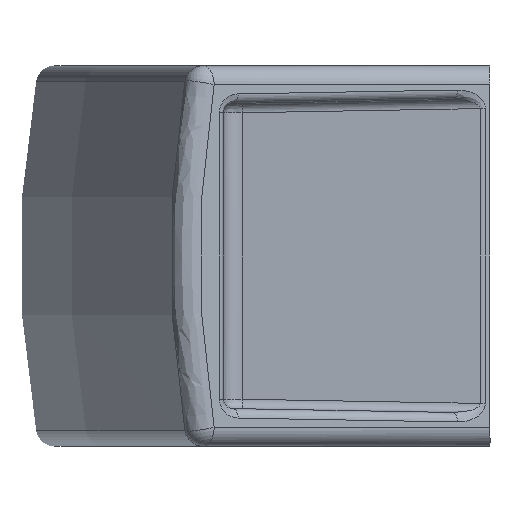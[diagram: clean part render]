
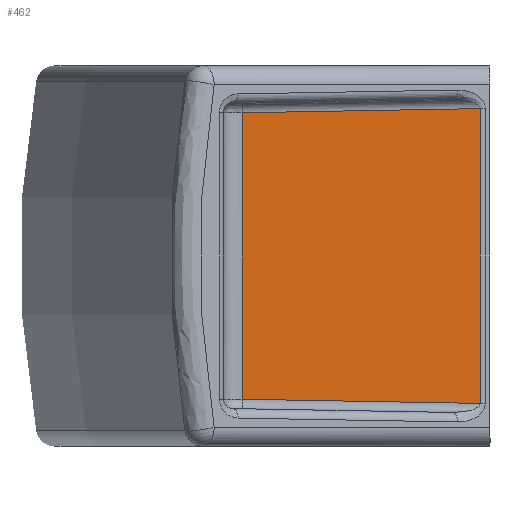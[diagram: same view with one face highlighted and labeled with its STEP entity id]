
A CAD part, left-side view. The second image highlights one B-rep face of the part: STEP entity #462.
In plain terms, the highlighted planar face has unit normal (-1, -0.018, 0).
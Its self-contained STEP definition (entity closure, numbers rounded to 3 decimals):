
#241 = CARTESIAN_POINT ( 'NONE',  ( -72.577, 13.017, 7.523 ) ) ;
#315 = VECTOR ( 'NONE', #1688, 1000. ) ;
#462 = ADVANCED_FACE ( 'NONE', ( #2536 ), #4492, .T. ) ;
#543 = ORIENTED_EDGE ( 'NONE', *, *, #934, .T. ) ;
#545 = CARTESIAN_POINT ( 'NONE',  ( -72.355, 0.31, -7.745 ) ) ;
#615 = ORIENTED_EDGE ( 'NONE', *, *, #2447, .T. ) ;
#821 = CARTESIAN_POINT ( 'NONE',  ( -72.577, 13.017, -8.006 ) ) ;
#934 = EDGE_CURVE ( 'NONE', #1930, #1868, #1967, .T. ) ;
#1290 = CARTESIAN_POINT ( 'NONE',  ( -72.359, 0.519, 7.744 ) ) ;
#1438 = LINE ( 'NONE', #821, #4451 ) ;
#1661 = ORIENTED_EDGE ( 'NONE', *, *, #2569, .T. ) ;
#1688 = DIRECTION ( 'NONE',  ( 0., 0., 1. ) ) ;
#1726 = ORIENTED_EDGE ( 'NONE', *, *, #1837, .T. ) ;
#1837 = EDGE_CURVE ( 'NONE', #2112, #1930, #1438, .T. ) ;
#1868 = VERTEX_POINT ( 'NONE', #3580 ) ;
#1930 = VERTEX_POINT ( 'NONE', #3185 ) ;
#1948 = CARTESIAN_POINT ( 'NONE',  ( -72.35, 0., 10. ) ) ;
#1967 = LINE ( 'NONE', #545, #4072 ) ;
#1976 = EDGE_LOOP ( 'NONE', ( #1661, #615, #1726, #543 ) ) ;
#2044 = DIRECTION ( 'NONE',  ( 0.017, -1., 0. ) ) ;
#2112 = VERTEX_POINT ( 'NONE', #241 ) ;
#2447 = EDGE_CURVE ( 'NONE', #2986, #2112, #3050, .T. ) ;
#2536 = FACE_OUTER_BOUND ( 'NONE', #1976, .T. ) ;
#2569 = EDGE_CURVE ( 'NONE', #1868, #2986, #3476, .T. ) ;
#2660 = CARTESIAN_POINT ( 'NONE',  ( -72.359, 0.519, 7.741 ) ) ;
#2742 = DIRECTION ( 'NONE',  ( -1., -0.017, 0. ) ) ;
#2986 = VERTEX_POINT ( 'NONE', #2660 ) ;
#3050 = LINE ( 'NONE', #3838, #3971 ) ;
#3185 = CARTESIAN_POINT ( 'NONE',  ( -72.577, 13.017, -7.523 ) ) ;
#3476 = LINE ( 'NONE', #1290, #315 ) ;
#3580 = CARTESIAN_POINT ( 'NONE',  ( -72.359, 0.519, -7.741 ) ) ;
#3838 = CARTESIAN_POINT ( 'NONE',  ( -72.577, 13.009, 7.523 ) ) ;
#3971 = VECTOR ( 'NONE', #4606, 1000. ) ;
#3990 = DIRECTION ( 'NONE',  ( 0., 0., -1. ) ) ;
#4072 = VECTOR ( 'NONE', #4130, 1000. ) ;
#4130 = DIRECTION ( 'NONE',  ( 0.017, -1., -0.017 ) ) ;
#4220 = AXIS2_PLACEMENT_3D ( 'NONE', #1948, #2742, #2044 ) ;
#4451 = VECTOR ( 'NONE', #3990, 1000. ) ;
#4492 = PLANE ( 'NONE',  #4220 ) ;
#4606 = DIRECTION ( 'NONE',  ( -0.017, 1., -0.017 ) ) ;
